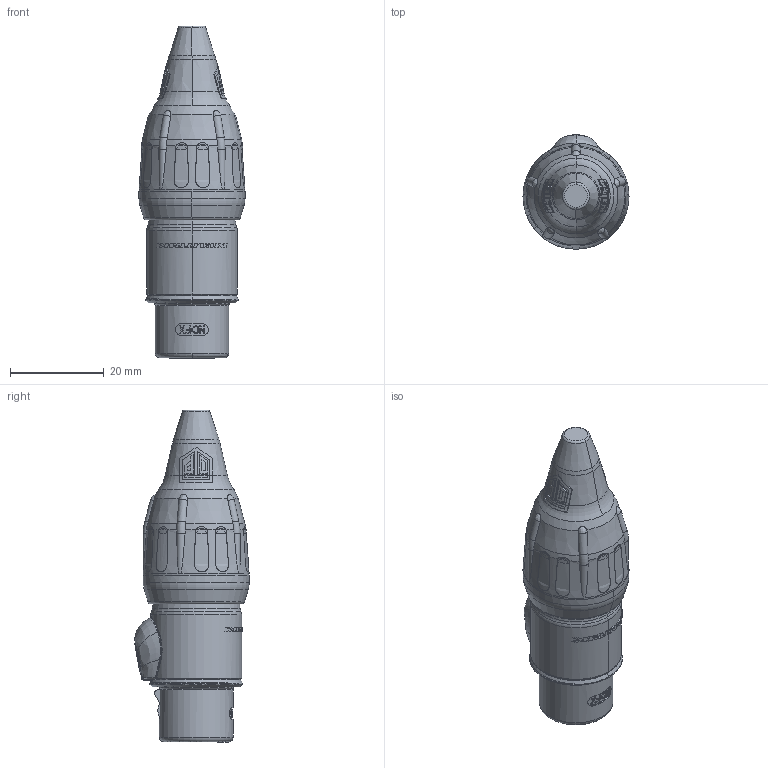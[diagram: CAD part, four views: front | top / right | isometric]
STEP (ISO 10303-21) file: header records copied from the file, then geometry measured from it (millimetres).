
FILE_DESCRIPTION((''),'2;1');
FILE_NAME('30010119','2022-11-22T15:24:12',('elias.feurle'),(''),'CREO PARAMETRIC BY PTC INC, 2021184','CREO PARAMETRIC BY PTC INC, 2021184','');
FILE_SCHEMA(('AUTOMOTIVE_DESIGN { 1 0 10303 214 1 1 1 1 }'));
Length unit declared in the file: millimetre
Products named in the file (1): 30010119
Bounding box: 22.6 x 24.4 x 70.75 mm (x, y, z)
Volume: 17729.7 mm3; surface area: 4676.2 mm2
Topology: 1 solids, 1 shells, 894 faces, 2395 edges, 1540 vertices
Faces by surface type: plane 459, bspline 188, cylinder 83, cone 75, torus 48, revolution 30, extrusion 10, sphere 1
Entity records: 45460 total; most frequent: CARTESIAN_POINT 19790, ORIENTED_EDGE 4788, DIRECTION 3245, EDGE_CURVE 2394, VERTEX_POINT 1540, AXIS2_PLACEMENT_3D 1151, B_SPLINE_CURVE_WITH_KNOTS 1046, EDGE_LOOP 932
